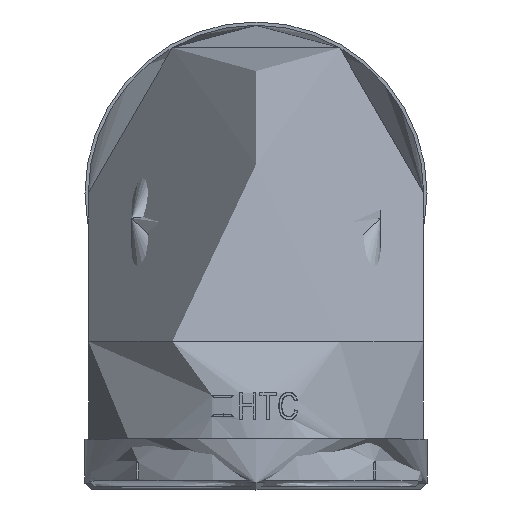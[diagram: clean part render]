
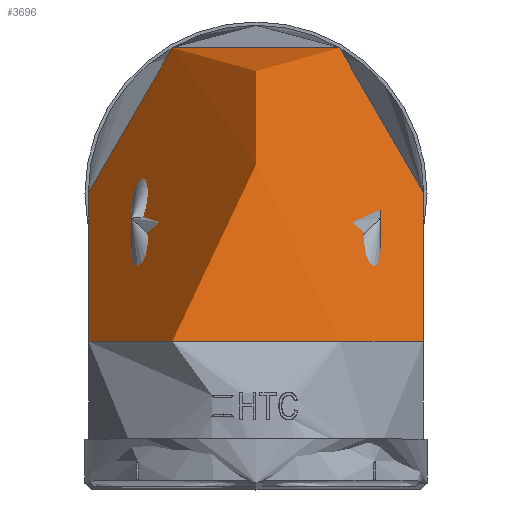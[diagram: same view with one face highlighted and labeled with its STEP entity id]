
A CAD part, top view. The second image highlights one B-rep face of the part: STEP entity #3696.
In plain terms, the highlighted free-form (B-spline) face has degree [4, 3] with [8, 9] control points.
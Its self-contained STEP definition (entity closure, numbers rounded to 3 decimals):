
#94=(
BOUNDED_SURFACE()
B_SPLINE_SURFACE(4,3,((#55935,#55936,#55937,#55938,#55939,#55940,#55941,
#55942,#55943),(#55944,#55945,#55946,#55947,#55948,#55949,#55950,#55951,
#55952),(#55953,#55954,#55955,#55956,#55957,#55958,#55959,#55960,#55961),
(#55962,#55963,#55964,#55965,#55966,#55967,#55968,#55969,#55970),(#55971,
#55972,#55973,#55974,#55975,#55976,#55977,#55978,#55979),(#55980,#55981,
#55982,#55983,#55984,#55985,#55986,#55987,#55988),(#55989,#55990,#55991,
#55992,#55993,#55994,#55995,#55996,#55997),(#55998,#55999,#56000,#56001,
#56002,#56003,#56004,#56005,#56006)),.UNSPECIFIED.,.F.,.F.,.F.)
B_SPLINE_SURFACE_WITH_KNOTS((5,3,5),(4,1,1,1,1,1,4),(0.,0.5,1.),(0.,0.223,
0.347,0.5,0.622,0.777,
1.),.UNSPECIFIED.)
GEOMETRIC_REPRESENTATION_ITEM()
RATIONAL_B_SPLINE_SURFACE(((1.017,1.017,1.017,
1.017,1.017,1.017,1.017,1.017,
1.017),(1.017,1.017,1.017,1.017,
1.017,1.017,1.017,1.017,1.017),
(0.958,0.958,0.958,0.958,
0.958,0.958,0.958,0.958,
0.958),(1.017,1.017,1.017,1.017,
1.017,1.017,1.017,1.017,1.017),
(1.017,1.017,1.017,1.017,1.017,
1.017,1.017,1.017,1.017),(0.958,
0.958,0.958,0.958,0.958,
0.958,0.958,0.958,0.958),
(1.017,1.017,1.017,1.017,1.017,
1.017,1.017,1.017,1.017),(1.017,
1.017,1.017,1.017,1.017,1.017,
1.017,1.017,1.017)))
REPRESENTATION_ITEM('')
SURFACE()
);
#1624=(
BOUNDED_CURVE()
B_SPLINE_CURVE(3,(#55917,#55918,#55919,#55920,#55921,#55922,#55923,#55924,
#55925),.UNSPECIFIED.,.F.,.F.)
B_SPLINE_CURVE_WITH_KNOTS((4,1,1,1,1,1,4),(0.,0.223,0.347,
0.5,0.622,0.777,1.),.UNSPECIFIED.)
CURVE()
GEOMETRIC_REPRESENTATION_ITEM()
RATIONAL_B_SPLINE_CURVE((1.017,1.017,1.017,
1.017,1.017,1.017,1.017,1.017,
1.017))
REPRESENTATION_ITEM('')
);
#1625=(
BOUNDED_CURVE()
B_SPLINE_CURVE(3,(#55926,#55927,#55928,#55929,#55930,#55931,#55932,#55933,
#55934),.UNSPECIFIED.,.F.,.F.)
B_SPLINE_CURVE_WITH_KNOTS((4,1,1,1,1,1,4),(0.,0.223,0.378,
0.5,0.653,0.777,1.),.UNSPECIFIED.)
CURVE()
GEOMETRIC_REPRESENTATION_ITEM()
RATIONAL_B_SPLINE_CURVE((1.017,1.017,1.017,
1.017,1.017,1.017,1.017,1.017,
1.017))
REPRESENTATION_ITEM('')
);
#1866=FACE_OUTER_BOUND('',#5976,.T.);
#3696=ADVANCED_FACE('',(#1866),#94,.T.);
#5976=EDGE_LOOP('',(#16035,#16036,#16037,#16038));
#16035=ORIENTED_EDGE('',*,*,#30192,.T.);
#16036=ORIENTED_EDGE('',*,*,#30193,.T.);
#16037=ORIENTED_EDGE('',*,*,#29950,.T.);
#16038=ORIENTED_EDGE('',*,*,#30194,.T.);
#26382=VERTEX_POINT('',#50012);
#26383=VERTEX_POINT('',#50013);
#26595=VERTEX_POINT('',#55915);
#26596=VERTEX_POINT('',#55916);
#29950=EDGE_CURVE('',#26382,#26383,#34286,.T.);
#30192=EDGE_CURVE('',#26595,#26596,#34368,.T.);
#30193=EDGE_CURVE('',#26596,#26382,#1624,.T.);
#30194=EDGE_CURVE('',#26383,#26595,#1625,.T.);
#34286=CIRCLE('',#35427,25.5);
#34368=CIRCLE('',#35643,25.5);
#35427=AXIS2_PLACEMENT_3D('',#50011,#40078,#40079);
#35643=AXIS2_PLACEMENT_3D('',#55914,#40536,#40537);
#40078=DIRECTION('',(0.,1.,0.));
#40079=DIRECTION('',(1.,0.,0.));
#40536=DIRECTION('',(0.,0.,1.));
#40537=DIRECTION('',(1.,0.,0.));
#50011=CARTESIAN_POINT('',(0.,-6.18,-348.65));
#50012=CARTESIAN_POINT('',(-25.5,-6.18,-348.65));
#50013=CARTESIAN_POINT('',(25.5,-6.18,-348.65));
#55914=CARTESIAN_POINT('',(0.,16.515,-371.345));
#55915=CARTESIAN_POINT('',(25.5,16.515,-371.345));
#55916=CARTESIAN_POINT('',(-25.5,16.515,-371.345));
#55917=CARTESIAN_POINT('',(-25.5,16.515,-371.345));
#55918=CARTESIAN_POINT('',(-25.5,16.517,-368.675));
#55919=CARTESIAN_POINT('',(-25.5,15.787,-364.556));
#55920=CARTESIAN_POINT('',(-25.5,13.199,-359.186));
#55921=CARTESIAN_POINT('',(-25.5,10.25,-355.433));
#55922=CARTESIAN_POINT('',(-25.5,6.293,-352.167));
#55923=CARTESIAN_POINT('',(-25.5,0.968,-349.441));
#55924=CARTESIAN_POINT('',(-25.5,-3.503,-348.649));
#55925=CARTESIAN_POINT('',(-25.5,-6.18,-348.65));
#55926=CARTESIAN_POINT('',(25.5,-6.18,-348.65));
#55927=CARTESIAN_POINT('',(25.5,-3.503,-348.649));
#55928=CARTESIAN_POINT('',(25.5,0.968,-349.441));
#55929=CARTESIAN_POINT('',(25.5,6.293,-352.167));
#55930=CARTESIAN_POINT('',(25.5,10.25,-355.433));
#55931=CARTESIAN_POINT('',(25.5,13.199,-359.186));
#55932=CARTESIAN_POINT('',(25.5,15.787,-364.556));
#55933=CARTESIAN_POINT('',(25.5,16.517,-368.675));
#55934=CARTESIAN_POINT('',(25.5,16.515,-371.345));
#55935=CARTESIAN_POINT('',(25.5,16.515,-371.345));
#55936=CARTESIAN_POINT('',(25.5,16.517,-368.675));
#55937=CARTESIAN_POINT('',(25.5,15.787,-364.556));
#55938=CARTESIAN_POINT('',(25.5,13.199,-359.186));
#55939=CARTESIAN_POINT('',(25.5,10.25,-355.433));
#55940=CARTESIAN_POINT('',(25.5,6.293,-352.167));
#55941=CARTESIAN_POINT('',(25.5,0.968,-349.441));
#55942=CARTESIAN_POINT('',(25.5,-3.503,-348.649));
#55943=CARTESIAN_POINT('',(25.5,-6.18,-348.65));
#55944=CARTESIAN_POINT('',(25.5,25.531,-371.345));
#55945=CARTESIAN_POINT('',(25.5,25.535,-367.635));
#55946=CARTESIAN_POINT('',(25.5,24.512,-361.859));
#55947=CARTESIAN_POINT('',(25.5,20.89,-354.347));
#55948=CARTESIAN_POINT('',(25.5,16.776,-349.112));
#55949=CARTESIAN_POINT('',(25.5,11.256,-344.556));
#55950=CARTESIAN_POINT('',(25.5,3.81,-340.741));
#55951=CARTESIAN_POINT('',(25.5,-2.46,-339.632));
#55952=CARTESIAN_POINT('',(25.5,-6.18,-339.634));
#55953=CARTESIAN_POINT('',(20.992,37.507,-371.345));
#55954=CARTESIAN_POINT('',(20.992,37.515,-366.254));
#55955=CARTESIAN_POINT('',(20.992,36.104,-358.276));
#55956=CARTESIAN_POINT('',(20.992,31.106,-347.918));
#55957=CARTESIAN_POINT('',(20.992,25.445,-340.715));
#55958=CARTESIAN_POINT('',(20.992,17.851,-334.445));
#55959=CARTESIAN_POINT('',(20.992,7.586,-329.183));
#55960=CARTESIAN_POINT('',(20.992,-1.076,-327.653));
#55961=CARTESIAN_POINT('',(20.992,-6.18,-327.658));
#55962=CARTESIAN_POINT('',(9.016,42.015,-371.345));
#55963=CARTESIAN_POINT('',(9.016,42.024,-365.735));
#55964=CARTESIAN_POINT('',(9.016,40.466,-356.927));
#55965=CARTESIAN_POINT('',(9.016,34.951,-345.499));
#55966=CARTESIAN_POINT('',(9.016,28.708,-337.554));
#55967=CARTESIAN_POINT('',(9.016,20.332,-330.64));
#55968=CARTESIAN_POINT('',(9.016,9.007,-324.833));
#55969=CARTESIAN_POINT('',(9.016,-0.555,-323.144));
#55970=CARTESIAN_POINT('',(9.016,-6.18,-323.15));
#55971=CARTESIAN_POINT('',(-9.016,42.015,-371.345));
#55972=CARTESIAN_POINT('',(-9.016,42.024,-365.735));
#55973=CARTESIAN_POINT('',(-9.016,40.466,-356.927));
#55974=CARTESIAN_POINT('',(-9.016,34.951,-345.499));
#55975=CARTESIAN_POINT('',(-9.016,28.708,-337.554));
#55976=CARTESIAN_POINT('',(-9.016,20.332,-330.64));
#55977=CARTESIAN_POINT('',(-9.016,9.007,-324.833));
#55978=CARTESIAN_POINT('',(-9.016,-0.555,-323.144));
#55979=CARTESIAN_POINT('',(-9.016,-6.18,-323.15));
#55980=CARTESIAN_POINT('',(-20.992,37.507,-371.345));
#55981=CARTESIAN_POINT('',(-20.992,37.515,-366.254));
#55982=CARTESIAN_POINT('',(-20.992,36.104,-358.276));
#55983=CARTESIAN_POINT('',(-20.992,31.106,-347.918));
#55984=CARTESIAN_POINT('',(-20.992,25.445,-340.715));
#55985=CARTESIAN_POINT('',(-20.992,17.851,-334.445));
#55986=CARTESIAN_POINT('',(-20.992,7.586,-329.183));
#55987=CARTESIAN_POINT('',(-20.992,-1.076,-327.653));
#55988=CARTESIAN_POINT('',(-20.992,-6.18,-327.658));
#55989=CARTESIAN_POINT('',(-25.5,25.531,-371.345));
#55990=CARTESIAN_POINT('',(-25.5,25.535,-367.635));
#55991=CARTESIAN_POINT('',(-25.5,24.512,-361.859));
#55992=CARTESIAN_POINT('',(-25.5,20.89,-354.347));
#55993=CARTESIAN_POINT('',(-25.5,16.776,-349.112));
#55994=CARTESIAN_POINT('',(-25.5,11.256,-344.556));
#55995=CARTESIAN_POINT('',(-25.5,3.81,-340.741));
#55996=CARTESIAN_POINT('',(-25.5,-2.46,-339.632));
#55997=CARTESIAN_POINT('',(-25.5,-6.18,-339.634));
#55998=CARTESIAN_POINT('',(-25.5,16.515,-371.345));
#55999=CARTESIAN_POINT('',(-25.5,16.517,-368.675));
#56000=CARTESIAN_POINT('',(-25.5,15.787,-364.556));
#56001=CARTESIAN_POINT('',(-25.5,13.199,-359.186));
#56002=CARTESIAN_POINT('',(-25.5,10.25,-355.433));
#56003=CARTESIAN_POINT('',(-25.5,6.293,-352.167));
#56004=CARTESIAN_POINT('',(-25.5,0.968,-349.441));
#56005=CARTESIAN_POINT('',(-25.5,-3.503,-348.649));
#56006=CARTESIAN_POINT('',(-25.5,-6.18,-348.65));
